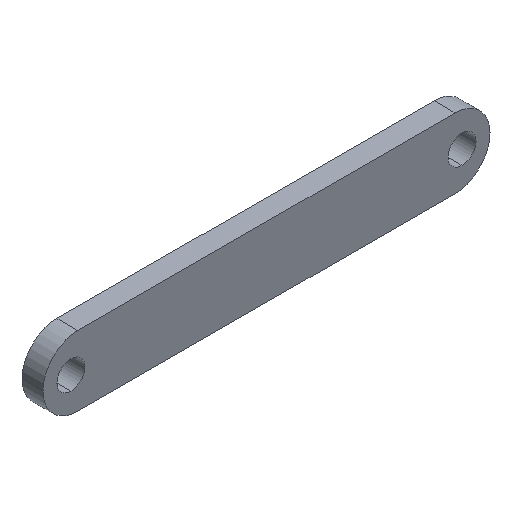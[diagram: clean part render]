
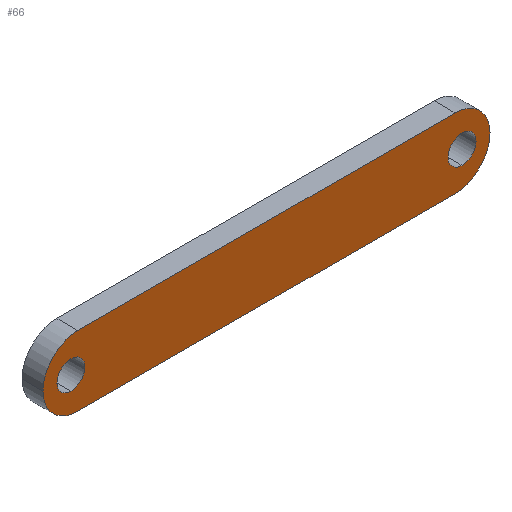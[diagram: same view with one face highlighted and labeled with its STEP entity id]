
A CAD part, isometric view. The second image highlights one B-rep face of the part: STEP entity #66.
In plain terms, the highlighted planar face has unit normal (0, -1, 0).
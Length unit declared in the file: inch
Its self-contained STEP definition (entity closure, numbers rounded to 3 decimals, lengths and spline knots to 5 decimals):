
#6 = DIRECTION ( 'NONE',  ( 0., 0., -1. ) ) ;
#7 = ORIENTED_EDGE ( 'NONE', *, *, #211, .T. ) ;
#9 = CARTESIAN_POINT ( 'NONE',  ( 7.5, 0., -0.375 ) ) ;
#15 = ORIENTED_EDGE ( 'NONE', *, *, #399, .T. ) ;
#20 = CIRCLE ( 'NONE', #48, 0.625 ) ;
#28 = AXIS2_PLACEMENT_3D ( 'NONE', #271, #381, #308 ) ;
#31 = FACE_OUTER_BOUND ( 'NONE', #286, .T. ) ;
#34 = EDGE_CURVE ( 'NONE', #212, #117, #266, .T. ) ;
#45 = CARTESIAN_POINT ( 'NONE',  ( 0.5, 0., -0.375 ) ) ;
#48 = AXIS2_PLACEMENT_3D ( 'NONE', #361, #433, #224 ) ;
#49 = ORIENTED_EDGE ( 'NONE', *, *, #131, .F. ) ;
#60 = VERTEX_POINT ( 'NONE', #340 ) ;
#61 = CARTESIAN_POINT ( 'NONE',  ( 0., 0., -0.625 ) ) ;
#62 = AXIS2_PLACEMENT_3D ( 'NONE', #91, #444, #152 ) ;
#65 = DIRECTION ( 'NONE',  ( 1., 0., 0. ) ) ;
#66 = ADVANCED_FACE ( 'NONE', ( #450, #31, #95 ), #268, .T. ) ;
#67 = ORIENTED_EDGE ( 'NONE', *, *, #145, .T. ) ;
#70 = ORIENTED_EDGE ( 'NONE', *, *, #315, .T. ) ;
#76 = CARTESIAN_POINT ( 'NONE',  ( 0.625, 0., -0.625 ) ) ;
#80 = DIRECTION ( 'NONE',  ( 0., 0., 1. ) ) ;
#86 = VECTOR ( 'NONE', #391, 39.37008 ) ;
#89 = AXIS2_PLACEMENT_3D ( 'NONE', #294, #123, #6 ) ;
#91 = CARTESIAN_POINT ( 'NONE',  ( 7.5, 0., -0.625 ) ) ;
#95 = FACE_BOUND ( 'NONE', #191, .T. ) ;
#96 = AXIS2_PLACEMENT_3D ( 'NONE', #168, #127, #329 ) ;
#98 = LINE ( 'NONE', #417, #405 ) ;
#116 = CARTESIAN_POINT ( 'NONE',  ( 7.375, 0., -1.25 ) ) ;
#117 = VERTEX_POINT ( 'NONE', #143 ) ;
#121 = ORIENTED_EDGE ( 'NONE', *, *, #34, .T. ) ;
#123 = DIRECTION ( 'NONE',  ( 0., -1., 0. ) ) ;
#124 = EDGE_LOOP ( 'NONE', ( #364, #121 ) ) ;
#127 = DIRECTION ( 'NONE',  ( 0., -1., 0. ) ) ;
#131 = EDGE_CURVE ( 'NONE', #188, #160, #137, .T. ) ;
#134 = CARTESIAN_POINT ( 'NONE',  ( 0., 0., -1.25 ) ) ;
#137 = LINE ( 'NONE', #134, #86 ) ;
#140 = CIRCLE ( 'NONE', #202, 0.25 ) ;
#143 = CARTESIAN_POINT ( 'NONE',  ( 0.5, 0., -0.875 ) ) ;
#145 = EDGE_CURVE ( 'NONE', #60, #337, #435, .T. ) ;
#147 = CARTESIAN_POINT ( 'NONE',  ( 7.5, 0., -0.625 ) ) ;
#152 = DIRECTION ( 'NONE',  ( 0., 0., 1. ) ) ;
#153 = VERTEX_POINT ( 'NONE', #9 ) ;
#154 = EDGE_CURVE ( 'NONE', #153, #193, #356, .T. ) ;
#157 = CARTESIAN_POINT ( 'NONE',  ( 8., 0., -0.625 ) ) ;
#159 = CARTESIAN_POINT ( 'NONE',  ( 0.5, 0., -0.625 ) ) ;
#160 = VERTEX_POINT ( 'NONE', #254 ) ;
#168 = CARTESIAN_POINT ( 'NONE',  ( 7.375, 0., -0.625 ) ) ;
#173 = AXIS2_PLACEMENT_3D ( 'NONE', #368, #366, #80 ) ;
#174 = ORIENTED_EDGE ( 'NONE', *, *, #384, .F. ) ;
#182 = CIRCLE ( 'NONE', #96, 0.625 ) ;
#188 = VERTEX_POINT ( 'NONE', #116 ) ;
#191 = EDGE_LOOP ( 'NONE', ( #195, #392 ) ) ;
#193 = VERTEX_POINT ( 'NONE', #367 ) ;
#195 = ORIENTED_EDGE ( 'NONE', *, *, #319, .T. ) ;
#197 = CIRCLE ( 'NONE', #413, 0.25 ) ;
#202 = AXIS2_PLACEMENT_3D ( 'NONE', #147, #287, #434 ) ;
#211 = EDGE_CURVE ( 'NONE', #337, #160, #20, .T. ) ;
#212 = VERTEX_POINT ( 'NONE', #45 ) ;
#224 = DIRECTION ( 'NONE',  ( 0., 0., -1. ) ) ;
#254 = CARTESIAN_POINT ( 'NONE',  ( 0.625, 0., -1.25 ) ) ;
#266 = CIRCLE ( 'NONE', #173, 0.25 ) ;
#268 = PLANE ( 'NONE',  #28 ) ;
#271 = CARTESIAN_POINT ( 'NONE',  ( 0., 0., 0. ) ) ;
#274 = DIRECTION ( 'NONE',  ( 0., -1., 0. ) ) ;
#282 = CIRCLE ( 'NONE', #89, 0.625 ) ;
#284 = VERTEX_POINT ( 'NONE', #157 ) ;
#286 = EDGE_LOOP ( 'NONE', ( #49, #15, #70, #174, #67, #7 ) ) ;
#287 = DIRECTION ( 'NONE',  ( 0., 1., 0. ) ) ;
#290 = VERTEX_POINT ( 'NONE', #406 ) ;
#294 = CARTESIAN_POINT ( 'NONE',  ( 7.375, 0., -0.625 ) ) ;
#301 = DIRECTION ( 'NONE',  ( 0., 0., 1. ) ) ;
#308 = DIRECTION ( 'NONE',  ( 0., 0., -1. ) ) ;
#315 = EDGE_CURVE ( 'NONE', #284, #290, #282, .T. ) ;
#319 = EDGE_CURVE ( 'NONE', #193, #153, #140, .T. ) ;
#329 = DIRECTION ( 'NONE',  ( 0., 0., -1. ) ) ;
#337 = VERTEX_POINT ( 'NONE', #61 ) ;
#340 = CARTESIAN_POINT ( 'NONE',  ( 0.625, 0., 0. ) ) ;
#356 = CIRCLE ( 'NONE', #62, 0.25 ) ;
#361 = CARTESIAN_POINT ( 'NONE',  ( 0.625, 0., -0.625 ) ) ;
#364 = ORIENTED_EDGE ( 'NONE', *, *, #462, .T. ) ;
#366 = DIRECTION ( 'NONE',  ( 0., 1., 0. ) ) ;
#367 = CARTESIAN_POINT ( 'NONE',  ( 7.5, 0., -0.875 ) ) ;
#368 = CARTESIAN_POINT ( 'NONE',  ( 0.5, 0., -0.625 ) ) ;
#381 = DIRECTION ( 'NONE',  ( 0., -1., 0. ) ) ;
#384 = EDGE_CURVE ( 'NONE', #60, #290, #98, .T. ) ;
#391 = DIRECTION ( 'NONE',  ( -1., 0., 0. ) ) ;
#392 = ORIENTED_EDGE ( 'NONE', *, *, #154, .T. ) ;
#399 = EDGE_CURVE ( 'NONE', #188, #284, #182, .T. ) ;
#405 = VECTOR ( 'NONE', #65, 39.37008 ) ;
#406 = CARTESIAN_POINT ( 'NONE',  ( 7.375, 0., 0. ) ) ;
#413 = AXIS2_PLACEMENT_3D ( 'NONE', #159, #449, #301 ) ;
#417 = CARTESIAN_POINT ( 'NONE',  ( 0., 0., 0. ) ) ;
#420 = AXIS2_PLACEMENT_3D ( 'NONE', #76, #274, #421 ) ;
#421 = DIRECTION ( 'NONE',  ( 0., 0., -1. ) ) ;
#433 = DIRECTION ( 'NONE',  ( 0., -1., 0. ) ) ;
#434 = DIRECTION ( 'NONE',  ( 0., 0., 1. ) ) ;
#435 = CIRCLE ( 'NONE', #420, 0.625 ) ;
#444 = DIRECTION ( 'NONE',  ( 0., 1., 0. ) ) ;
#449 = DIRECTION ( 'NONE',  ( 0., 1., 0. ) ) ;
#450 = FACE_BOUND ( 'NONE', #124, .T. ) ;
#462 = EDGE_CURVE ( 'NONE', #117, #212, #197, .T. ) ;
